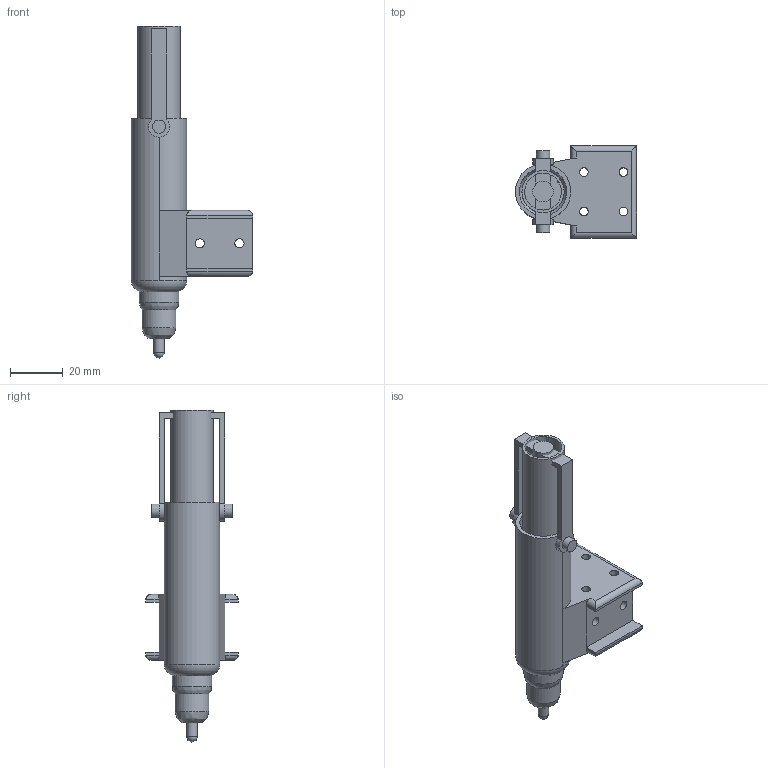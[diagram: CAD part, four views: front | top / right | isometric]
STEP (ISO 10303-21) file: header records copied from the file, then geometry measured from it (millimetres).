
FILE_DESCRIPTION(('FreeCAD Model'),'2;1');
FILE_NAME('Open CASCADE Shape Model','2025-03-01T14:38:50',('Author'),( ''),'Open CASCADE STEP processor 7.8','FreeCAD','Unknown');
FILE_SCHEMA(('AUTOMOTIVE_DESIGN { 1 0 10303 214 1 1 1 1 }'));
Length unit declared in the file: millimetre
Products named in the file (4): Unnamed2; obudowa pisaka_18_001; sprezyna_pisaka_001; pisak_001
Assembly tree (3 placements, depth 2):
  Unnamed2
    obudowa pisaka_18_001
    sprezyna_pisaka_001
    pisak_001
Bounding box: 46 x 35 x 126 mm (x, y, z)
Volume: 46320.3 mm3; surface area: 23234.9 mm2
Topology: 5 solids, 5 shells, 90 faces, 227 edges, 148 vertices
Faces by surface type: cylinder 42, plane 38, bspline 5, torus 4, sphere 1
Full cylindrical faces by diameter (mm): 3.3 x8, 3.5 x2, 4 x1, 5 x4, 7.2 x1, 7.8 x2, 9.8 x1, 10 x1, 12 x1, 12.8 x1, 15 x1, 16 x1, 18 x1
Entity records: 3477 total; most frequent: CARTESIAN_POINT 998, DIRECTION 483, ORIENTED_EDGE 452, EDGE_CURVE 226, AXIS2_PLACEMENT_3D 184, VERTEX_POINT 148, FACE_BOUND 118, EDGE_LOOP 118
